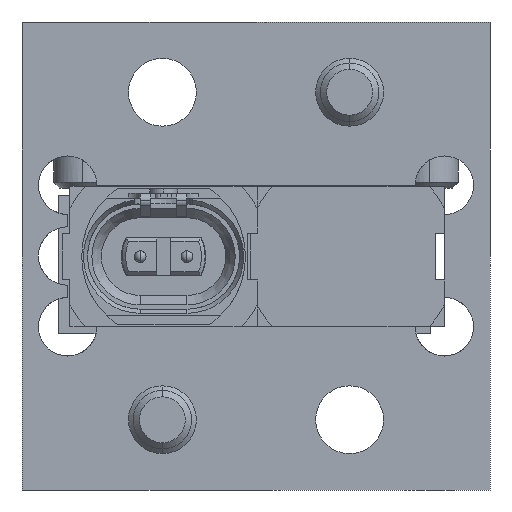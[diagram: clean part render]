
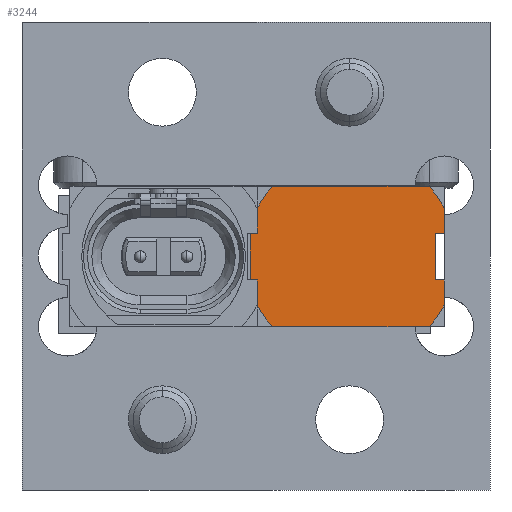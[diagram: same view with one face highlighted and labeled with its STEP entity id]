
A CAD part, front view. The second image highlights one B-rep face of the part: STEP entity #3244.
In plain terms, the highlighted planar face has unit normal (0, -1, 0).
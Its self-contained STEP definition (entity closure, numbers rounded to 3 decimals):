
#73 = ORIENTED_EDGE ( 'NONE', *, *, #721, .T. ) ;
#90 = ORIENTED_EDGE ( 'NONE', *, *, #442, .T. ) ;
#176 = CARTESIAN_POINT ( 'NONE',  ( 0.696, -0.5, 2.975 ) ) ;
#180 = EDGE_CURVE ( 'NONE', #18379, #1177, #20074, .T. ) ;
#222 = VECTOR ( 'NONE', #19746, 1000. ) ;
#339 = CARTESIAN_POINT ( 'NONE',  ( 4.05, -0.5, -0.025 ) ) ;
#374 = CARTESIAN_POINT ( 'NONE',  ( 8.05, -0.5, 0.975 ) ) ;
#420 = ORIENTED_EDGE ( 'NONE', *, *, #18699, .T. ) ;
#442 = EDGE_CURVE ( 'NONE', #5534, #19210, #13797, .T. ) ;
#480 = CARTESIAN_POINT ( 'NONE',  ( 7.65, -0.5, 0.975 ) ) ;
#552 = ORIENTED_EDGE ( 'NONE', *, *, #15562, .T. ) ;
#605 = VERTEX_POINT ( 'NONE', #2442 ) ;
#626 = VERTEX_POINT ( 'NONE', #12873 ) ;
#721 = EDGE_CURVE ( 'NONE', #1327, #18379, #5690, .T. ) ;
#910 = CARTESIAN_POINT ( 'NONE',  ( -0.25, -0.5, -1. ) ) ;
#928 = ORIENTED_EDGE ( 'NONE', *, *, #8759, .T. ) ;
#1081 = EDGE_CURVE ( 'NONE', #15628, #6338, #9878, .T. ) ;
#1177 = VERTEX_POINT ( 'NONE', #11274 ) ;
#1320 = VECTOR ( 'NONE', #3333, 1000. ) ;
#1327 = VERTEX_POINT ( 'NONE', #10160 ) ;
#1345 = CARTESIAN_POINT ( 'NONE',  ( 8.05, -0.5, 2.037 ) ) ;
#1465 = DIRECTION ( 'NONE',  ( 0., 0., 1. ) ) ;
#1632 = VERTEX_POINT ( 'NONE', #3961 ) ;
#1634 = LINE ( 'NONE', #2960, #18212 ) ;
#1984 = DIRECTION ( 'NONE',  ( 0., 0., 1. ) ) ;
#2273 = CARTESIAN_POINT ( 'NONE',  ( 8.05, -0.5, -1.025 ) ) ;
#2294 = FACE_OUTER_BOUND ( 'NONE', #18308, .T. ) ;
#2442 = CARTESIAN_POINT ( 'NONE',  ( 7.65, -0.5, 0.975 ) ) ;
#2721 = EDGE_CURVE ( 'NONE', #10181, #11188, #1634, .T. ) ;
#2830 = EDGE_CURVE ( 'NONE', #626, #1177, #17473, .T. ) ;
#2960 = CARTESIAN_POINT ( 'NONE',  ( 8.05, -0.5, 2.975 ) ) ;
#3244 = ADVANCED_FACE ( 'Defeature ausgef�hrt2_10', ( #2294 ), #17632, .T. ) ;
#3333 = DIRECTION ( 'NONE',  ( -1., 0., 0. ) ) ;
#3360 = CARTESIAN_POINT ( 'NONE',  ( 7.65, -0.5, -1.025 ) ) ;
#3543 = CARTESIAN_POINT ( 'NONE',  ( 8.05, -0.5, -1.025 ) ) ;
#3618 = CARTESIAN_POINT ( 'NONE',  ( 4.05, -0.5, -0.025 ) ) ;
#3628 = DIRECTION ( 'NONE',  ( 0., 0., 1. ) ) ;
#3666 = DIRECTION ( 'NONE',  ( 0., 0., 1. ) ) ;
#3718 = DIRECTION ( 'NONE',  ( 0., -1., 0. ) ) ;
#3897 = EDGE_CURVE ( 'NONE', #11363, #1327, #6735, .T. ) ;
#3961 = CARTESIAN_POINT ( 'NONE',  ( 0.05, -0.5, 0.95 ) ) ;
#4470 = VECTOR ( 'NONE', #3666, 1000. ) ;
#4505 = EDGE_CURVE ( 'NONE', #14911, #16666, #18550, .T. ) ;
#4702 = VECTOR ( 'NONE', #11587, 1000. ) ;
#4785 = VERTEX_POINT ( 'NONE', #6969 ) ;
#4810 = LINE ( 'NONE', #9613, #8383 ) ;
#5237 = VECTOR ( 'NONE', #6909, 1000. ) ;
#5296 = DIRECTION ( 'NONE',  ( 0., 0., -1. ) ) ;
#5484 = ORIENTED_EDGE ( 'NONE', *, *, #10787, .T. ) ;
#5534 = VERTEX_POINT ( 'NONE', #17256 ) ;
#5578 = LINE ( 'NONE', #8661, #16408 ) ;
#5690 = LINE ( 'NONE', #910, #15316 ) ;
#5736 = CARTESIAN_POINT ( 'NONE',  ( 0.05, -0.5, 0.975 ) ) ;
#5838 = ORIENTED_EDGE ( 'NONE', *, *, #2721, .T. ) ;
#5910 = EDGE_CURVE ( 'NONE', #11188, #19539, #18064, .T. ) ;
#6119 = ORIENTED_EDGE ( 'NONE', *, *, #1081, .T. ) ;
#6338 = VERTEX_POINT ( 'NONE', #1345 ) ;
#6472 = CIRCLE ( 'NONE', #14980, 4.5 ) ;
#6545 = DIRECTION ( 'NONE',  ( -1., 0., 0. ) ) ;
#6645 = ORIENTED_EDGE ( 'NONE', *, *, #12181, .T. ) ;
#6670 = DIRECTION ( 'NONE',  ( 0., -1., 0. ) ) ;
#6735 = LINE ( 'NONE', #14304, #14823 ) ;
#6822 = DIRECTION ( 'NONE',  ( 0., -1., 0. ) ) ;
#6897 = CARTESIAN_POINT ( 'NONE',  ( 7.404, -0.5, 2.975 ) ) ;
#6909 = DIRECTION ( 'NONE',  ( 1., 0., 0. ) ) ;
#6939 = AXIS2_PLACEMENT_3D ( 'NONE', #14595, #6822, #17869 ) ;
#6943 = CARTESIAN_POINT ( 'NONE',  ( 7.404, -0.5, -3.025 ) ) ;
#6969 = CARTESIAN_POINT ( 'NONE',  ( 0.05, -0.5, 0.975 ) ) ;
#7189 = CARTESIAN_POINT ( 'NONE',  ( 8.05, -0.5, -2.087 ) ) ;
#7987 = CIRCLE ( 'NONE', #11588, 4.5 ) ;
#8044 = CARTESIAN_POINT ( 'NONE',  ( 0.05, -0.5, 2.037 ) ) ;
#8095 = DIRECTION ( 'NONE',  ( 0., 0., -1. ) ) ;
#8246 = LINE ( 'NONE', #3543, #1320 ) ;
#8344 = ORIENTED_EDGE ( 'NONE', *, *, #12258, .T. ) ;
#8383 = VECTOR ( 'NONE', #6545, 1000. ) ;
#8384 = DIRECTION ( 'NONE',  ( 0., -1., 0. ) ) ;
#8446 = DIRECTION ( 'NONE',  ( 0., 0., 1. ) ) ;
#8465 = ORIENTED_EDGE ( 'NONE', *, *, #2830, .F. ) ;
#8471 = CARTESIAN_POINT ( 'NONE',  ( 0.05, -0.5, -3.025 ) ) ;
#8661 = CARTESIAN_POINT ( 'NONE',  ( 7.65, -0.5, -1.025 ) ) ;
#8759 = EDGE_CURVE ( 'NONE', #626, #5534, #7987, .T. ) ;
#9211 = CIRCLE ( 'NONE', #6939, 4.5 ) ;
#9243 = DIRECTION ( 'NONE',  ( 0., 0., -1. ) ) ;
#9272 = LINE ( 'NONE', #480, #5237 ) ;
#9613 = CARTESIAN_POINT ( 'NONE',  ( 0.05, -0.5, 0.95 ) ) ;
#9628 = LINE ( 'NONE', #9836, #16935 ) ;
#9634 = DIRECTION ( 'NONE',  ( 0., 0., 1. ) ) ;
#9671 = VECTOR ( 'NONE', #1465, 1000. ) ;
#9714 = AXIS2_PLACEMENT_3D ( 'NONE', #3618, #3718, #1984 ) ;
#9818 = VECTOR ( 'NONE', #9243, 1000. ) ;
#9836 = CARTESIAN_POINT ( 'NONE',  ( 0.05, -0.5, 2.975 ) ) ;
#9878 = LINE ( 'NONE', #374, #20081 ) ;
#10040 = ORIENTED_EDGE ( 'NONE', *, *, #19046, .T. ) ;
#10160 = CARTESIAN_POINT ( 'NONE',  ( -0.25, -0.5, -1. ) ) ;
#10181 = VERTEX_POINT ( 'NONE', #6897 ) ;
#10199 = DIRECTION ( 'NONE',  ( 0., 0., 1. ) ) ;
#10625 = EDGE_CURVE ( 'NONE', #4785, #19539, #11996, .T. ) ;
#10772 = CARTESIAN_POINT ( 'NONE',  ( 8.05, -0.5, -3.025 ) ) ;
#10787 = EDGE_CURVE ( 'NONE', #1632, #11363, #4810, .T. ) ;
#11094 = CARTESIAN_POINT ( 'NONE',  ( 4.05, -0.5, -0.025 ) ) ;
#11188 = VERTEX_POINT ( 'NONE', #176 ) ;
#11274 = CARTESIAN_POINT ( 'NONE',  ( 0.05, -0.5, -1.025 ) ) ;
#11363 = VERTEX_POINT ( 'NONE', #13980 ) ;
#11587 = DIRECTION ( 'NONE',  ( 1., 0., 0. ) ) ;
#11588 = AXIS2_PLACEMENT_3D ( 'NONE', #11094, #15799, #3628 ) ;
#11996 = LINE ( 'NONE', #5736, #222 ) ;
#12181 = EDGE_CURVE ( 'NONE', #17723, #605, #5578, .T. ) ;
#12240 = DIRECTION ( 'NONE',  ( 1., 0., 0. ) ) ;
#12258 = EDGE_CURVE ( 'NONE', #19210, #14911, #9211, .T. ) ;
#12873 = CARTESIAN_POINT ( 'NONE',  ( 0.05, -0.5, -2.087 ) ) ;
#13331 = ORIENTED_EDGE ( 'NONE', *, *, #4505, .T. ) ;
#13389 = ORIENTED_EDGE ( 'NONE', *, *, #10625, .F. ) ;
#13692 = CARTESIAN_POINT ( 'NONE',  ( 0.05, -0.5, -3.025 ) ) ;
#13797 = LINE ( 'NONE', #13692, #4702 ) ;
#13980 = CARTESIAN_POINT ( 'NONE',  ( -0.25, -0.5, 0.95 ) ) ;
#14304 = CARTESIAN_POINT ( 'NONE',  ( -0.25, -0.5, 0.95 ) ) ;
#14352 = ORIENTED_EDGE ( 'NONE', *, *, #18191, .T. ) ;
#14595 = CARTESIAN_POINT ( 'NONE',  ( 4.05, -0.5, -0.025 ) ) ;
#14823 = VECTOR ( 'NONE', #5296, 1000. ) ;
#14911 = VERTEX_POINT ( 'NONE', #7189 ) ;
#14980 = AXIS2_PLACEMENT_3D ( 'NONE', #19225, #8384, #17590 ) ;
#15316 = VECTOR ( 'NONE', #12240, 1000. ) ;
#15354 = ORIENTED_EDGE ( 'NONE', *, *, #3897, .T. ) ;
#15562 = EDGE_CURVE ( 'NONE', #605, #15628, #9272, .T. ) ;
#15628 = VERTEX_POINT ( 'NONE', #16124 ) ;
#15799 = DIRECTION ( 'NONE',  ( 0., -1., 0. ) ) ;
#16095 = AXIS2_PLACEMENT_3D ( 'NONE', #339, #6670, #9634 ) ;
#16124 = CARTESIAN_POINT ( 'NONE',  ( 8.05, -0.5, 0.975 ) ) ;
#16408 = VECTOR ( 'NONE', #10199, 1000. ) ;
#16431 = CARTESIAN_POINT ( 'NONE',  ( 0.05, -0.5, -1. ) ) ;
#16666 = VERTEX_POINT ( 'NONE', #2273 ) ;
#16935 = VECTOR ( 'NONE', #8095, 1000. ) ;
#17220 = CARTESIAN_POINT ( 'NONE',  ( 0.05, -0.5, -1. ) ) ;
#17256 = CARTESIAN_POINT ( 'NONE',  ( 0.696, -0.5, -3.025 ) ) ;
#17473 = LINE ( 'NONE', #8471, #4470 ) ;
#17590 = DIRECTION ( 'NONE',  ( 0., 0., 1. ) ) ;
#17632 = PLANE ( 'NONE',  #9714 ) ;
#17723 = VERTEX_POINT ( 'NONE', #3360 ) ;
#17869 = DIRECTION ( 'NONE',  ( 0., 0., 1. ) ) ;
#18064 = CIRCLE ( 'NONE', #16095, 4.5 ) ;
#18191 = EDGE_CURVE ( 'NONE', #16666, #17723, #8246, .T. ) ;
#18212 = VECTOR ( 'NONE', #18613, 1000. ) ;
#18308 = EDGE_LOOP ( 'NONE', ( #5838, #19561, #13389, #420, #5484, #15354, #73, #19928, #8465, #928, #90, #8344, #13331, #14352, #6645, #552, #6119, #10040 ) ) ;
#18379 = VERTEX_POINT ( 'NONE', #16431 ) ;
#18550 = LINE ( 'NONE', #10772, #9671 ) ;
#18613 = DIRECTION ( 'NONE',  ( -1., 0., 0. ) ) ;
#18699 = EDGE_CURVE ( 'NONE', #4785, #1632, #9628, .T. ) ;
#19046 = EDGE_CURVE ( 'NONE', #6338, #10181, #6472, .T. ) ;
#19210 = VERTEX_POINT ( 'NONE', #6943 ) ;
#19225 = CARTESIAN_POINT ( 'NONE',  ( 4.05, -0.5, -0.025 ) ) ;
#19539 = VERTEX_POINT ( 'NONE', #8044 ) ;
#19561 = ORIENTED_EDGE ( 'NONE', *, *, #5910, .T. ) ;
#19746 = DIRECTION ( 'NONE',  ( 0., 0., 1. ) ) ;
#19928 = ORIENTED_EDGE ( 'NONE', *, *, #180, .T. ) ;
#20074 = LINE ( 'NONE', #17220, #9818 ) ;
#20081 = VECTOR ( 'NONE', #8446, 1000. ) ;
